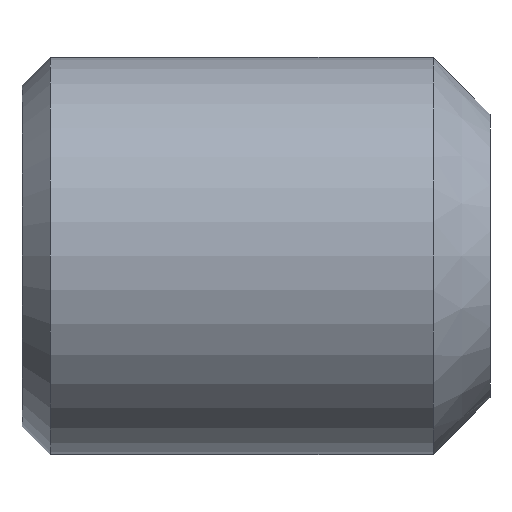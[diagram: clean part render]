
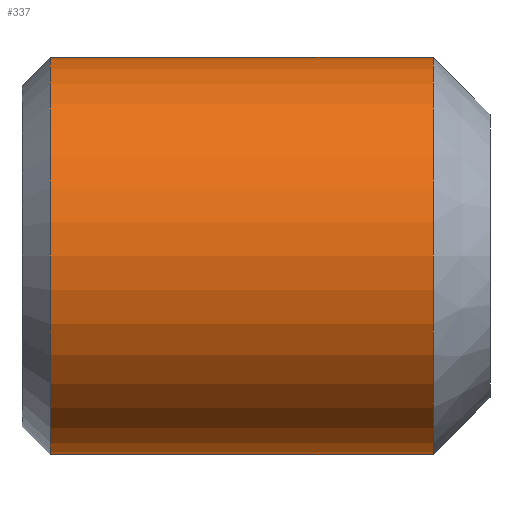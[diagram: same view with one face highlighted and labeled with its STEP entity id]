
A CAD part, front view. The second image highlights one B-rep face of the part: STEP entity #337.
In plain terms, the highlighted cylindrical face has radius 7 mm (diameter 14 mm), a partial arc.
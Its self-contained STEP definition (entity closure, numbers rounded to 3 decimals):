
#20 = DIRECTION ( 'NONE',  ( 0., 0., 1. ) ) ;
#34 = ORIENTED_EDGE ( 'NONE', *, *, #442, .F. ) ;
#35 = VERTEX_POINT ( 'NONE', #455 ) ;
#38 = FACE_OUTER_BOUND ( 'NONE', #128, .T. ) ;
#44 = LINE ( 'NONE', #347, #212 ) ;
#66 = DIRECTION ( 'NONE',  ( -1., 0., 0. ) ) ;
#69 = CYLINDRICAL_SURFACE ( 'NONE', #493, 7. ) ;
#71 = CIRCLE ( 'NONE', #322, 7. ) ;
#101 = DIRECTION ( 'NONE',  ( -1., 0., 0. ) ) ;
#128 = EDGE_LOOP ( 'NONE', ( #34, #413, #448, #296 ) ) ;
#144 = CARTESIAN_POINT ( 'NONE',  ( -12.7, 0., -7. ) ) ;
#148 = CARTESIAN_POINT ( 'NONE',  ( 1., 0., 0. ) ) ;
#150 = CARTESIAN_POINT ( 'NONE',  ( 1., 0., -7. ) ) ;
#155 = DIRECTION ( 'NONE',  ( -1., 0., 0. ) ) ;
#159 = EDGE_CURVE ( 'NONE', #382, #509, #44, .T. ) ;
#173 = VERTEX_POINT ( 'NONE', #150 ) ;
#187 = EDGE_CURVE ( 'NONE', #35, #382, #71, .T. ) ;
#189 = DIRECTION ( 'NONE',  ( -1., 0., 0. ) ) ;
#199 = DIRECTION ( 'NONE',  ( 0., 0., 1. ) ) ;
#212 = VECTOR ( 'NONE', #101, 1000. ) ;
#232 = DIRECTION ( 'NONE',  ( -1., 0., 0. ) ) ;
#233 = AXIS2_PLACEMENT_3D ( 'NONE', #148, #189, #466 ) ;
#296 = ORIENTED_EDGE ( 'NONE', *, *, #452, .F. ) ;
#322 = AXIS2_PLACEMENT_3D ( 'NONE', #434, #66, #20 ) ;
#326 = CARTESIAN_POINT ( 'NONE',  ( 1., 0., 7. ) ) ;
#337 = ADVANCED_FACE ( 'NONE', ( #38 ), #69, .T. ) ;
#347 = CARTESIAN_POINT ( 'NONE',  ( -12.7, 0., 7. ) ) ;
#370 = VECTOR ( 'NONE', #232, 1000. ) ;
#382 = VERTEX_POINT ( 'NONE', #389 ) ;
#389 = CARTESIAN_POINT ( 'NONE',  ( 14.5, 0., 7. ) ) ;
#402 = CARTESIAN_POINT ( 'NONE',  ( -12.7, 0., 0. ) ) ;
#413 = ORIENTED_EDGE ( 'NONE', *, *, #187, .T. ) ;
#434 = CARTESIAN_POINT ( 'NONE',  ( 14.5, 0., 0. ) ) ;
#442 = EDGE_CURVE ( 'NONE', #35, #173, #506, .T. ) ;
#448 = ORIENTED_EDGE ( 'NONE', *, *, #159, .T. ) ;
#452 = EDGE_CURVE ( 'NONE', #173, #509, #467, .T. ) ;
#455 = CARTESIAN_POINT ( 'NONE',  ( 14.5, 0., -7. ) ) ;
#466 = DIRECTION ( 'NONE',  ( 0., 0., 1. ) ) ;
#467 = CIRCLE ( 'NONE', #233, 7. ) ;
#493 = AXIS2_PLACEMENT_3D ( 'NONE', #402, #155, #199 ) ;
#506 = LINE ( 'NONE', #144, #370 ) ;
#509 = VERTEX_POINT ( 'NONE', #326 ) ;
